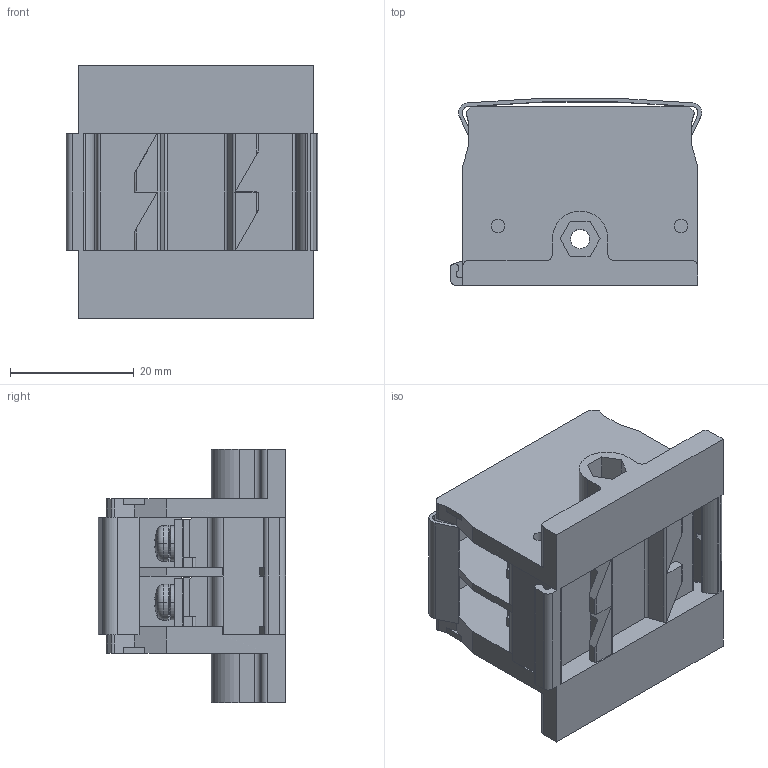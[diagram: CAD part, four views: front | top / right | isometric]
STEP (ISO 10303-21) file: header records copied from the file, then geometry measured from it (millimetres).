
FILE_DESCRIPTION((''),'2;1');
FILE_NAME('ASM0001_ASM','2024-07-02T',('dell'),(''),'PRO/ENGINEER BY PARAMETRIC TECHNOLOGY CORPORATION, 2013230','PRO/ENGINEER BY PARAMETRIC TECHNOLOGY CORPORATION, 2013230','');
FILE_SCHEMA(('AUTOMOTIVE_DESIGN { 1 0 10303 214 1 1 1 1 }'));
Length unit declared in the file: millimetre
Products named in the file (1): ASM0001_ASM
Bounding box: 40.65 x 30.26 x 41 mm (x, y, z)
Volume: 18237.3 mm3; surface area: 16586.6 mm2
Topology: 1 solids, 1 shells, 609 faces, 1793 edges, 1205 vertices
Faces by surface type: plane 371, cylinder 174, cone 28, bspline 16, torus 12, sphere 8
Entity records: 21021 total; most frequent: CARTESIAN_POINT 4230, ORIENTED_EDGE 3586, DIRECTION 3503, EDGE_CURVE 1793, VERTEX_POINT 1205, AXIS2_PLACEMENT_3D 1168, VECTOR 1167, LINE 1167
